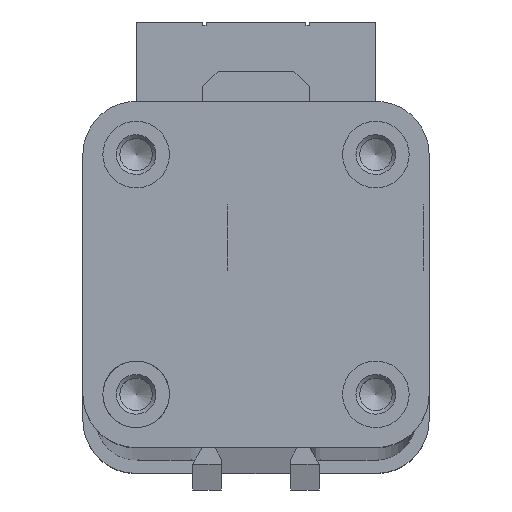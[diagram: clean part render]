
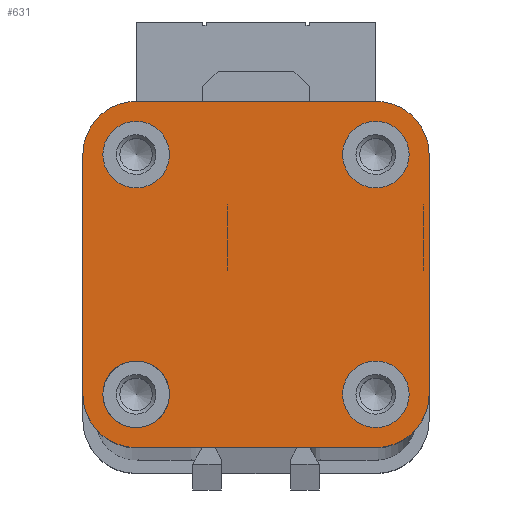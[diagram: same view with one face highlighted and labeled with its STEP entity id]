
A CAD part, top view. The second image highlights one B-rep face of the part: STEP entity #631.
In plain terms, the highlighted planar face has unit normal (0, 0, 1).
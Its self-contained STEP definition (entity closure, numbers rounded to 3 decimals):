
#631 = ADVANCED_FACE( '', ( #1285, #1286, #1287, #1288, #1289 ), #1290, .T. );
#1285 = FACE_BOUND( '', #1946, .T. );
#1286 = FACE_BOUND( '', #1947, .T. );
#1287 = FACE_BOUND( '', #1948, .T. );
#1288 = FACE_BOUND( '', #1949, .T. );
#1289 = FACE_OUTER_BOUND( '', #1950, .T. );
#1290 = PLANE( '', #1951 );
#1946 = EDGE_LOOP( '', ( #3472 ) );
#1947 = EDGE_LOOP( '', ( #3473 ) );
#1948 = EDGE_LOOP( '', ( #3474 ) );
#1949 = EDGE_LOOP( '', ( #3475 ) );
#1950 = EDGE_LOOP( '', ( #3476, #3477, #3478, #3479, #3480, #3481, #3482, #3483 ) );
#1951 = AXIS2_PLACEMENT_3D( '', #3484, #3485, #3486 );
#3472 = ORIENTED_EDGE( '', *, *, #3820, .T. );
#3473 = ORIENTED_EDGE( '', *, *, #3966, .T. );
#3474 = ORIENTED_EDGE( '', *, *, #4166, .F. );
#3475 = ORIENTED_EDGE( '', *, *, #3998, .T. );
#3476 = ORIENTED_EDGE( '', *, *, #4203, .T. );
#3477 = ORIENTED_EDGE( '', *, *, #4213, .T. );
#3478 = ORIENTED_EDGE( '', *, *, #4224, .T. );
#3479 = ORIENTED_EDGE( '', *, *, #4255, .T. );
#3480 = ORIENTED_EDGE( '', *, *, #3793, .T. );
#3481 = ORIENTED_EDGE( '', *, *, #4134, .T. );
#3482 = ORIENTED_EDGE( '', *, *, #3781, .T. );
#3483 = ORIENTED_EDGE( '', *, *, #3914, .T. );
#3484 = CARTESIAN_POINT( '', ( -18., -18., 1125. ) );
#3485 = DIRECTION( '', ( 0., 0., 1. ) );
#3486 = DIRECTION( '', ( 1., 0., 0. ) );
#3781 = EDGE_CURVE( '', #4493, #4491, #4494, .T. );
#3793 = EDGE_CURVE( '', #4515, #4513, #4516, .T. );
#3820 = EDGE_CURVE( '', #4560, #4560, #4561, .F. );
#3914 = EDGE_CURVE( '', #4491, #4712, #4714, .T. );
#3966 = EDGE_CURVE( '', #4801, #4801, #4802, .F. );
#3998 = EDGE_CURVE( '', #4849, #4849, #4850, .T. );
#4134 = EDGE_CURVE( '', #4513, #4493, #5029, .T. );
#4166 = EDGE_CURVE( '', #5067, #5067, #5068, .T. );
#4203 = EDGE_CURVE( '', #4712, #5113, #5115, .T. );
#4213 = EDGE_CURVE( '', #5113, #5124, #5126, .T. );
#4224 = EDGE_CURVE( '', #5124, #5137, #5139, .T. );
#4255 = EDGE_CURVE( '', #5137, #4515, #5172, .T. );
#4491 = VERTEX_POINT( '', #5475 );
#4493 = VERTEX_POINT( '', #5478 );
#4494 = LINE( '', #5479, #5480 );
#4513 = VERTEX_POINT( '', #5505 );
#4515 = VERTEX_POINT( '', #5508 );
#4516 = LINE( '', #5509, #5510 );
#4560 = VERTEX_POINT( '', #5569 );
#4561 = CIRCLE( '', #5570, 5. );
#4712 = VERTEX_POINT( '', #5776 );
#4714 = CIRCLE( '', #5779, 8. );
#4801 = VERTEX_POINT( '', #5902 );
#4802 = CIRCLE( '', #5903, 5. );
#4849 = VERTEX_POINT( '', #5970 );
#4850 = CIRCLE( '', #5971, 5. );
#5029 = CIRCLE( '', #6227, 8. );
#5067 = VERTEX_POINT( '', #6277 );
#5068 = CIRCLE( '', #6278, 5. );
#5113 = VERTEX_POINT( '', #6334 );
#5115 = LINE( '', #6337, #6338 );
#5124 = VERTEX_POINT( '', #6349 );
#5126 = CIRCLE( '', #6352, 8. );
#5137 = VERTEX_POINT( '', #6365 );
#5139 = LINE( '', #6368, #6369 );
#5172 = CIRCLE( '', #6407, 8. );
#5475 = CARTESIAN_POINT( '', ( -18., 26., 1125. ) );
#5478 = CARTESIAN_POINT( '', ( 18., 26., 1125. ) );
#5479 = CARTESIAN_POINT( '', ( 18., 26., 1125. ) );
#5480 = VECTOR( '', #6573, 1000. );
#5505 = CARTESIAN_POINT( '', ( 26., 18., 1125. ) );
#5508 = CARTESIAN_POINT( '', ( 26., -18., 1125. ) );
#5509 = CARTESIAN_POINT( '', ( 26., -18., 1125. ) );
#5510 = VECTOR( '', #6587, 1000. );
#5569 = CARTESIAN_POINT( '', ( 23., -18., 1125. ) );
#5570 = AXIS2_PLACEMENT_3D( '', #6615, #6616, #6617 );
#5776 = CARTESIAN_POINT( '', ( -26., 18., 1125. ) );
#5779 = AXIS2_PLACEMENT_3D( '', #6740, #6741, #6742 );
#5902 = CARTESIAN_POINT( '', ( -13., -18., 1125. ) );
#5903 = AXIS2_PLACEMENT_3D( '', #6809, #6810, #6811 );
#5970 = CARTESIAN_POINT( '', ( -23., 18., 1125. ) );
#5971 = AXIS2_PLACEMENT_3D( '', #6838, #6839, #6840 );
#6227 = AXIS2_PLACEMENT_3D( '', #6951, #6952, #6953 );
#6277 = CARTESIAN_POINT( '', ( 23., 18., 1125. ) );
#6278 = AXIS2_PLACEMENT_3D( '', #6975, #6976, #6977 );
#6334 = CARTESIAN_POINT( '', ( -26., -18., 1125. ) );
#6337 = CARTESIAN_POINT( '', ( -26., 18., 1125. ) );
#6338 = VECTOR( '', #7014, 1000. );
#6349 = CARTESIAN_POINT( '', ( -18., -26., 1125. ) );
#6352 = AXIS2_PLACEMENT_3D( '', #7021, #7022, #7023 );
#6365 = CARTESIAN_POINT( '', ( 18., -26., 1125. ) );
#6368 = CARTESIAN_POINT( '', ( -18., -26., 1125. ) );
#6369 = VECTOR( '', #7030, 1000. );
#6407 = AXIS2_PLACEMENT_3D( '', #7051, #7052, #7053 );
#6573 = DIRECTION( '', ( -1., 0., 0. ) );
#6587 = DIRECTION( '', ( 0., 1., 0. ) );
#6615 = CARTESIAN_POINT( '', ( 18., -18., 1125. ) );
#6616 = DIRECTION( '', ( 0., 0., 1. ) );
#6617 = DIRECTION( '', ( 1., 0., 0. ) );
#6740 = CARTESIAN_POINT( '', ( -18., 18., 1125. ) );
#6741 = DIRECTION( '', ( 0., 0., 1. ) );
#6742 = DIRECTION( '', ( 1., 0., 0. ) );
#6809 = CARTESIAN_POINT( '', ( -18., -18., 1125. ) );
#6810 = DIRECTION( '', ( 0., 0., 1. ) );
#6811 = DIRECTION( '', ( 1., 0., 0. ) );
#6838 = CARTESIAN_POINT( '', ( -18., 18., 1125. ) );
#6839 = DIRECTION( '', ( 0., 0., -1. ) );
#6840 = DIRECTION( '', ( -1., 0., 0. ) );
#6951 = CARTESIAN_POINT( '', ( 18., 18., 1125. ) );
#6952 = DIRECTION( '', ( 0., 0., 1. ) );
#6953 = DIRECTION( '', ( 1., 0., 0. ) );
#6975 = CARTESIAN_POINT( '', ( 18., 18., 1125. ) );
#6976 = DIRECTION( '', ( 0., 0., 1. ) );
#6977 = DIRECTION( '', ( 1., 0., 0. ) );
#7014 = DIRECTION( '', ( 0., -1., 0. ) );
#7021 = CARTESIAN_POINT( '', ( -18., -18., 1125. ) );
#7022 = DIRECTION( '', ( 0., 0., 1. ) );
#7023 = DIRECTION( '', ( 1., 0., 0. ) );
#7030 = DIRECTION( '', ( 1., 0., 0. ) );
#7051 = CARTESIAN_POINT( '', ( 18., -18., 1125. ) );
#7052 = DIRECTION( '', ( 0., 0., 1. ) );
#7053 = DIRECTION( '', ( 1., 0., 0. ) );
